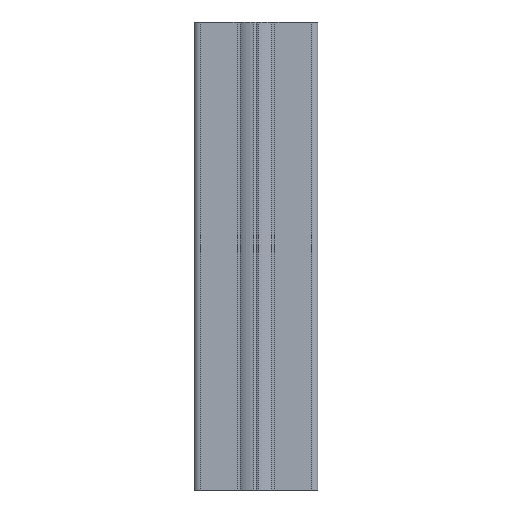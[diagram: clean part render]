
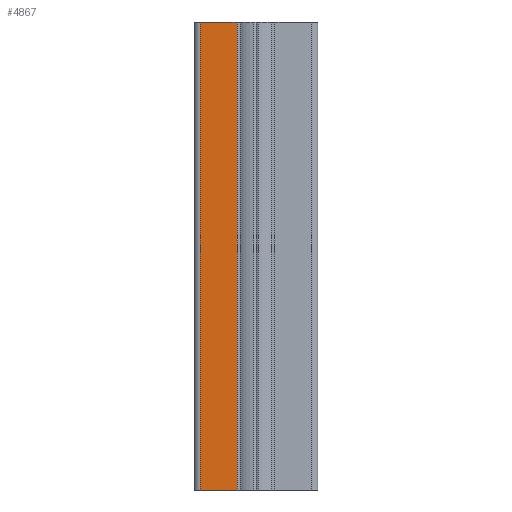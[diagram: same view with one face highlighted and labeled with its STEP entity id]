
A CAD part, front view. The second image highlights one B-rep face of the part: STEP entity #4867.
In plain terms, the highlighted planar face has unit normal (0, -1, 0).
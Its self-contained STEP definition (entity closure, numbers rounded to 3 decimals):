
#175=FACE_OUTER_BOUND('',#426,.T.);
#426=EDGE_LOOP('',(#3711,#3712,#3713,#3714));
#751=LINE('',#6857,#1347);
#1051=LINE('',#7619,#1647);
#1053=LINE('',#7623,#1649);
#1054=LINE('',#7624,#1650);
#1347=VECTOR('',#5475,10.);
#1647=VECTOR('',#6099,10.);
#1649=VECTOR('',#6103,10.);
#1650=VECTOR('',#6104,10.);
#1952=VERTEX_POINT('',#6854);
#1953=VERTEX_POINT('',#6856);
#2253=VERTEX_POINT('',#7618);
#2254=VERTEX_POINT('',#7622);
#2440=EDGE_CURVE('',#1952,#1953,#751,.T.);
#2821=EDGE_CURVE('',#2253,#1953,#1051,.T.);
#2823=EDGE_CURVE('',#2254,#1952,#1053,.T.);
#2824=EDGE_CURVE('',#2253,#2254,#1054,.T.);
#3711=ORIENTED_EDGE('',*,*,#2823,.F.);
#3712=ORIENTED_EDGE('',*,*,#2824,.F.);
#3713=ORIENTED_EDGE('',*,*,#2821,.T.);
#3714=ORIENTED_EDGE('',*,*,#2440,.F.);
#4667=PLANE('',#5223);
#4867=ADVANCED_FACE('',(#175),#4667,.T.);
#5223=AXIS2_PLACEMENT_3D('',#7621,#6101,#6102);
#5475=DIRECTION('',(1.,0.,0.));
#6099=DIRECTION('',(0.,0.,1.));
#6101=DIRECTION('center_axis',(0.,-1.,0.));
#6102=DIRECTION('ref_axis',(1.,0.,0.));
#6103=DIRECTION('',(0.,0.,1.));
#6104=DIRECTION('',(-1.,0.,0.));
#6854=CARTESIAN_POINT('',(-18.,-20.,151.));
#6856=CARTESIAN_POINT('',(-6.1,-20.,151.));
#6857=CARTESIAN_POINT('',(-18.,-20.,151.));
#7618=CARTESIAN_POINT('',(-6.1,-20.,0.));
#7619=CARTESIAN_POINT('',(-6.1,-20.,0.));
#7621=CARTESIAN_POINT('Origin',(-18.,-20.,0.));
#7622=CARTESIAN_POINT('',(-18.,-20.,0.));
#7623=CARTESIAN_POINT('',(-18.,-20.,0.));
#7624=CARTESIAN_POINT('',(-9.,-20.,0.));
